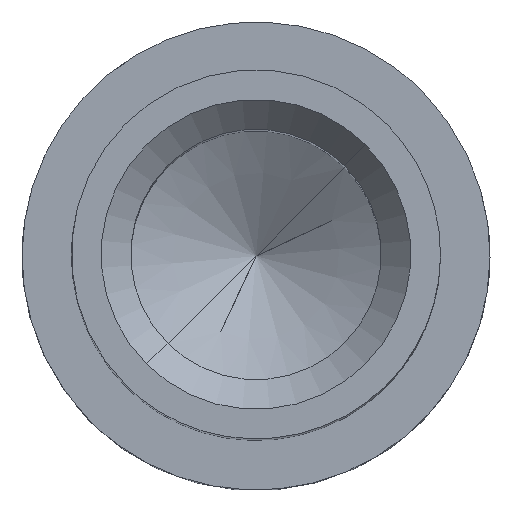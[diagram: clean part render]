
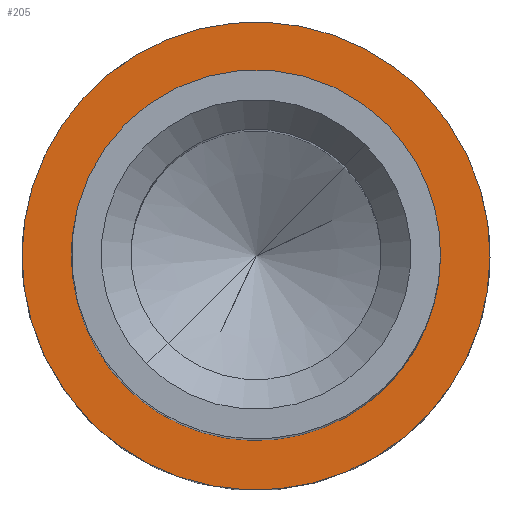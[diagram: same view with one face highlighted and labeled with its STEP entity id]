
A CAD part, top view. The second image highlights one B-rep face of the part: STEP entity #205.
In plain terms, the highlighted planar face has unit normal (0, 0, 1).
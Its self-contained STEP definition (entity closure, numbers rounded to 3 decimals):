
#116=AXIS2_PLACEMENT_3D('Plane Axis2P3D',#113,#114,#115) ;
#37=CARTESIAN_POINT('Control Point',(1.659,1.659,9.491)) ;
#38=CARTESIAN_POINT('Control Point',(1.846,1.472,9.491)) ;
#39=CARTESIAN_POINT('Control Point',(1.959,1.212,9.491)) ;
#40=CARTESIAN_POINT('Control Point',(1.959,0.918,9.491)) ;
#41=CARTESIAN_POINT('Control Point',(1.732,0.398,9.491)) ;
#42=CARTESIAN_POINT('Control Point',(1.212,0.171,9.491)) ;
#43=CARTESIAN_POINT('Control Point',(0.918,0.171,9.491)) ;
#44=CARTESIAN_POINT('Control Point',(0.658,0.284,9.491)) ;
#45=CARTESIAN_POINT('Control Point',(0.471,0.471,9.491)) ;
#46=CARTESIAN_POINT('Vertex',(1.659,1.659,9.491)) ;
#48=CARTESIAN_POINT('Vertex',(0.471,0.471,9.491)) ;
#113=CARTESIAN_POINT('Axis2P3D Location',(0.391,0.391,9.491)) ;
#119=CARTESIAN_POINT('Control Point',(1.818,1.818,9.491)) ;
#120=CARTESIAN_POINT('Control Point',(1.89,1.747,9.491)) ;
#121=CARTESIAN_POINT('Control Point',(1.953,1.667,9.491)) ;
#122=CARTESIAN_POINT('Control Point',(2.006,1.579,9.491)) ;
#123=CARTESIAN_POINT('Control Point',(2.09,1.394,9.491)) ;
#124=CARTESIAN_POINT('Control Point',(2.129,1.194,9.491)) ;
#125=CARTESIAN_POINT('Control Point',(2.137,1.093,9.491)) ;
#126=CARTESIAN_POINT('Control Point',(2.128,0.889,9.491)) ;
#127=CARTESIAN_POINT('Control Point',(2.071,0.694,9.491)) ;
#128=CARTESIAN_POINT('Control Point',(2.031,0.6,9.491)) ;
#129=CARTESIAN_POINT('Control Point',(1.93,0.423,9.491)) ;
#130=CARTESIAN_POINT('Control Point',(1.79,0.275,9.491)) ;
#131=CARTESIAN_POINT('Control Point',(1.711,0.21,9.491)) ;
#132=CARTESIAN_POINT('Control Point',(1.541,0.099,9.491)) ;
#133=CARTESIAN_POINT('Control Point',(1.349,0.031,9.491)) ;
#134=CARTESIAN_POINT('Control Point',(1.249,0.009,9.491)) ;
#135=CARTESIAN_POINT('Control Point',(1.046,-0.012,9.491)) ;
#136=CARTESIAN_POINT('Control Point',(0.845,0.016,9.491)) ;
#137=CARTESIAN_POINT('Control Point',(0.746,0.041,9.491)) ;
#138=CARTESIAN_POINT('Control Point',(0.592,0.102,9.491)) ;
#139=CARTESIAN_POINT('Control Point',(0.454,0.189,9.491)) ;
#140=CARTESIAN_POINT('Control Point',(0.403,0.227,9.491)) ;
#141=CARTESIAN_POINT('Control Point',(0.356,0.268,9.491)) ;
#142=CARTESIAN_POINT('Control Point',(0.312,0.312,9.491)) ;
#143=CARTESIAN_POINT('Vertex',(1.818,1.818,9.491)) ;
#145=CARTESIAN_POINT('Vertex',(0.312,0.312,9.491)) ;
#149=CARTESIAN_POINT('Control Point',(0.312,0.312,9.491)) ;
#150=CARTESIAN_POINT('Control Point',(0.24,0.383,9.491)) ;
#151=CARTESIAN_POINT('Control Point',(0.177,0.463,9.491)) ;
#152=CARTESIAN_POINT('Control Point',(0.124,0.551,9.491)) ;
#153=CARTESIAN_POINT('Control Point',(0.04,0.736,9.491)) ;
#154=CARTESIAN_POINT('Control Point',(0.001,0.936,9.491)) ;
#155=CARTESIAN_POINT('Control Point',(-0.007,1.037,9.491)) ;
#156=CARTESIAN_POINT('Control Point',(0.002,1.241,9.491)) ;
#157=CARTESIAN_POINT('Control Point',(0.059,1.436,9.491)) ;
#158=CARTESIAN_POINT('Control Point',(0.099,1.53,9.491)) ;
#159=CARTESIAN_POINT('Control Point',(0.2,1.707,9.491)) ;
#160=CARTESIAN_POINT('Control Point',(0.34,1.855,9.491)) ;
#161=CARTESIAN_POINT('Control Point',(0.419,1.92,9.491)) ;
#162=CARTESIAN_POINT('Control Point',(0.589,2.031,9.491)) ;
#163=CARTESIAN_POINT('Control Point',(0.781,2.099,9.491)) ;
#164=CARTESIAN_POINT('Control Point',(0.881,2.121,9.491)) ;
#165=CARTESIAN_POINT('Control Point',(1.084,2.142,9.491)) ;
#166=CARTESIAN_POINT('Control Point',(1.285,2.114,9.491)) ;
#167=CARTESIAN_POINT('Control Point',(1.384,2.089,9.491)) ;
#168=CARTESIAN_POINT('Control Point',(1.538,2.028,9.491)) ;
#169=CARTESIAN_POINT('Control Point',(1.676,1.941,9.491)) ;
#170=CARTESIAN_POINT('Control Point',(1.727,1.903,9.491)) ;
#171=CARTESIAN_POINT('Control Point',(1.774,1.862,9.491)) ;
#172=CARTESIAN_POINT('Control Point',(1.818,1.818,9.491)) ;
#179=CARTESIAN_POINT('Control Point',(0.471,0.471,9.491)) ;
#180=CARTESIAN_POINT('Control Point',(0.408,0.535,9.491)) ;
#181=CARTESIAN_POINT('Control Point',(0.353,0.607,9.491)) ;
#182=CARTESIAN_POINT('Control Point',(0.308,0.685,9.491)) ;
#183=CARTESIAN_POINT('Control Point',(0.24,0.853,9.491)) ;
#184=CARTESIAN_POINT('Control Point',(0.218,1.033,9.491)) ;
#185=CARTESIAN_POINT('Control Point',(0.22,1.124,9.491)) ;
#186=CARTESIAN_POINT('Control Point',(0.247,1.303,9.491)) ;
#187=CARTESIAN_POINT('Control Point',(0.32,1.469,9.491)) ;
#188=CARTESIAN_POINT('Control Point',(0.368,1.547,9.491)) ;
#189=CARTESIAN_POINT('Control Point',(0.483,1.687,9.491)) ;
#190=CARTESIAN_POINT('Control Point',(0.63,1.792,9.491)) ;
#191=CARTESIAN_POINT('Control Point',(0.71,1.835,9.491)) ;
#192=CARTESIAN_POINT('Control Point',(0.881,1.897,9.491)) ;
#193=CARTESIAN_POINT('Control Point',(1.061,1.912,9.491)) ;
#194=CARTESIAN_POINT('Control Point',(1.152,1.908,9.491)) ;
#195=CARTESIAN_POINT('Control Point',(1.319,1.877,9.491)) ;
#196=CARTESIAN_POINT('Control Point',(1.473,1.805,9.491)) ;
#197=CARTESIAN_POINT('Control Point',(1.541,1.764,9.491)) ;
#198=CARTESIAN_POINT('Control Point',(1.603,1.715,9.491)) ;
#199=CARTESIAN_POINT('Control Point',(1.659,1.659,9.491)) ;
#114=DIRECTION('Axis2P3D Direction',(0.,0.,1.)) ;
#115=DIRECTION('Axis2P3D XDirection',(0.707,0.707,0.)) ;
#175=ORIENTED_EDGE('',*,*,#147,.F.) ;
#176=ORIENTED_EDGE('',*,*,#173,.F.) ;
#202=ORIENTED_EDGE('',*,*,#50,.T.) ;
#203=ORIENTED_EDGE('',*,*,#200,.T.) ;
#204=FACE_BOUND('',#201,.T.) ;
#205=ADVANCED_FACE('Hauptkoerper',(#177,#204),#117,.T.) ;
#36=B_SPLINE_CURVE_WITH_KNOTS('',5,(#37,#38,#39,#40,#41,#42,#43,#44,#45),.UNSPECIFIED.,.F.,.U.,(6,3,6),(-1.319,0.,1.319),.UNSPECIFIED.) ;
#118=B_SPLINE_CURVE_WITH_KNOTS('',5,(#119,#120,#121,#122,#123,#124,#125,#126,#127,#128,#129,#130,#131,#132,#133,#134,#135,#136,#137,#138,#139,#140,#141,#142),.UNSPECIFIED.,.F.,.U.,(6,3,3,3,3,3,3,6),(0.,0.715,1.43,2.145,2.86,3.575,4.29,4.731),.UNSPECIFIED.) ;
#148=B_SPLINE_CURVE_WITH_KNOTS('',5,(#149,#150,#151,#152,#153,#154,#155,#156,#157,#158,#159,#160,#161,#162,#163,#164,#165,#166,#167,#168,#169,#170,#171,#172),.UNSPECIFIED.,.F.,.U.,(6,3,3,3,3,3,3,6),(0.,0.715,1.43,2.145,2.86,3.575,4.29,4.731),.UNSPECIFIED.) ;
#178=B_SPLINE_CURVE_WITH_KNOTS('',5,(#179,#180,#181,#182,#183,#184,#185,#186,#187,#188,#189,#190,#191,#192,#193,#194,#195,#196,#197,#198,#199),.UNSPECIFIED.,.F.,.U.,(6,3,3,3,3,3,6),(0.,0.635,1.27,1.905,2.54,3.175,3.732),.UNSPECIFIED.) ;
#50=EDGE_CURVE('',#47,#49,#36,.T.) ;
#147=EDGE_CURVE('',#144,#146,#118,.T.) ;
#173=EDGE_CURVE('',#146,#144,#148,.T.) ;
#200=EDGE_CURVE('',#49,#47,#178,.T.) ;
#174=EDGE_LOOP('',(#175,#176)) ;
#201=EDGE_LOOP('',(#202,#203)) ;
#177=FACE_OUTER_BOUND('',#174,.T.) ;
#117=PLANE('',#116) ;
#47=VERTEX_POINT('',#46) ;
#49=VERTEX_POINT('',#48) ;
#144=VERTEX_POINT('',#143) ;
#146=VERTEX_POINT('',#145) ;
